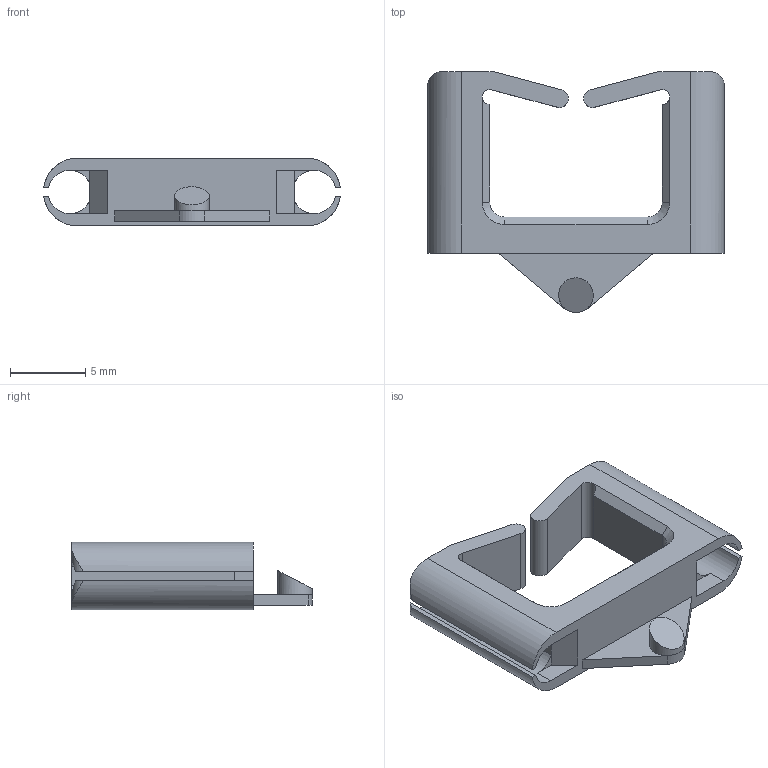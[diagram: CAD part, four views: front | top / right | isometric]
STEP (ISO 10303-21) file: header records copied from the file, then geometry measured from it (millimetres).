
FILE_DESCRIPTION(/* description */ ('Unknown'),/* implementation_level */ '2;1');
FILE_NAME(/* name */ '500924000',/* time_stamp */ '2023-06-30T14:24:43+02:00',/* author */ ('Unknown'),/* organization */ ('Unknown'),/* preprocessor_version */ 'ST-DEVELOPER v16.7',/* originating_system */ 'Solid Edge',/* authorisation */ 'Unknown');
FILE_SCHEMA (('AUTOMOTIVE_DESIGN {1 0 10303 214 3 1 1}'));
Length unit declared in the file: millimetre
Products named in the file (1): 500924000
Bounding box: 19.76 x 16.05 x 4.5 mm (x, y, z)
Volume: 424.5 mm3; surface area: 909.7 mm2
Topology: 1 solids, 1 shells, 65 faces, 173 edges, 111 vertices
Faces by surface type: plane 39, cylinder 22, cone 4
Full cylindrical faces by diameter (mm): 2.3 x1
Entity records: 2044 total; most frequent: CARTESIAN_POINT 375, DIRECTION 348, ORIENTED_EDGE 342, EDGE_CURVE 171, AXIS2_PLACEMENT_3D 119, VERTEX_POINT 110, LINE 110, VECTOR 110
